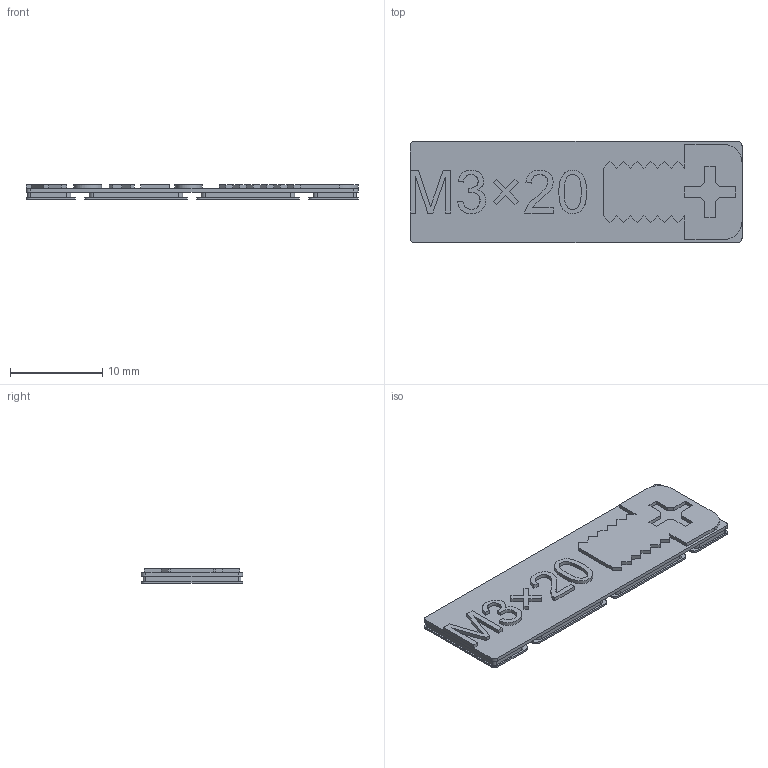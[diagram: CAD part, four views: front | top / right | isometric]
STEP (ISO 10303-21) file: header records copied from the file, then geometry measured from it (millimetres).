
FILE_DESCRIPTION(('Open CASCADE Model'),'2;1');
FILE_NAME('Open CASCADE Shape Model','2025-06-03T14:05:23',('Author'),( 'Open CASCADE'),'Open CASCADE STEP processor 7.8','build123d', 'Unknown');
FILE_SCHEMA(('AUTOMOTIVE_DESIGN { 1 0 10303 214 1 1 1 1 }'));
Length unit declared in the file: millimetre
Products named in the file (1): COMPOUND
Bounding box: 36 x 11 x 1.6 mm (x, y, z)
Volume: 471.8 mm3; surface area: 1119.2 mm2
Topology: 1 solids, 1 shells, 182 faces, 496 edges, 330 vertices
Faces by surface type: plane 131, cylinder 38, extrusion 13
Entity records: 12532 total; most frequent: CARTESIAN_POINT 2557, DIRECTION 1839, VECTOR 1297, LINE 1284, ORIENTED_EDGE 992, PCURVE 992, DEFINITIONAL_REPRESENTATION 992, EDGE_CURVE 496
